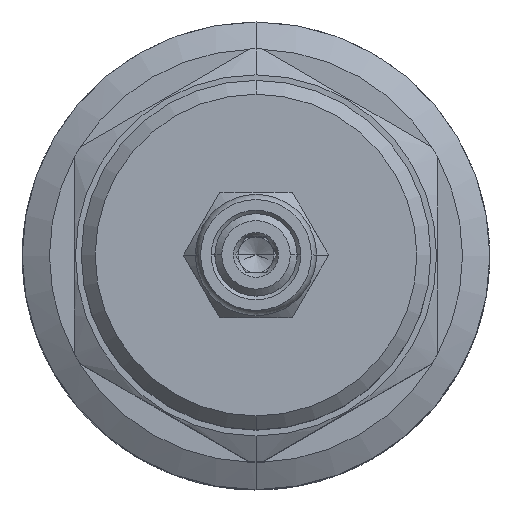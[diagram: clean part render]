
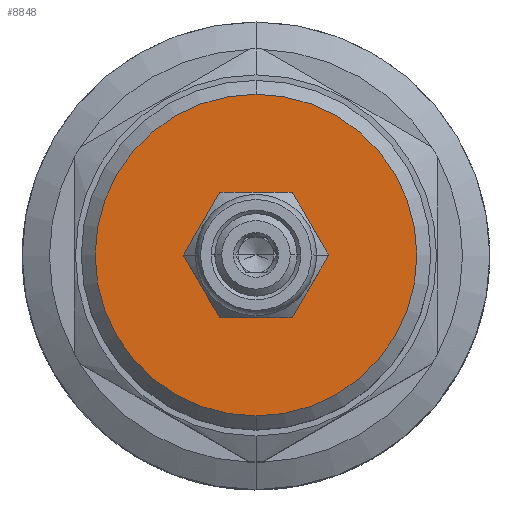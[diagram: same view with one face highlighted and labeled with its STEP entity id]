
A CAD part, top view. The second image highlights one B-rep face of the part: STEP entity #8848.
In plain terms, the highlighted planar face has unit normal (0, 0, 1).
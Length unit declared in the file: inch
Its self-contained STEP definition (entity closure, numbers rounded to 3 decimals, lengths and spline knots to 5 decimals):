
#5050=CARTESIAN_POINT('',(0.,0.,6.527));
#5051=DIRECTION('',(0.,0.,1.));
#5052=DIRECTION('',(-1.,0.,0.));
#5053=AXIS2_PLACEMENT_3D('',#5050,#5051,#5052);
#5055=CARTESIAN_POINT('',(0.,0.,6.527));
#5056=DIRECTION('',(0.,0.,1.));
#5057=DIRECTION('',(1.,0.,0.));
#5058=AXIS2_PLACEMENT_3D('',#5055,#5056,#5057);
#5060=CARTESIAN_POINT('',(0.,0.,6.527));
#5061=DIRECTION('',(0.,0.,1.));
#5062=DIRECTION('',(0.,-1.,0.));
#5063=AXIS2_PLACEMENT_3D('',#5060,#5061,#5062);
#5078=CARTESIAN_POINT('',(0.,0.,6.527));
#5079=DIRECTION('',(0.,0.,1.));
#5080=DIRECTION('',(0.,1.,0.));
#5081=AXIS2_PLACEMENT_3D('',#5078,#5079,#5080);
#8336=CARTESIAN_POINT('',(0.,0.719,6.527));
#8337=CARTESIAN_POINT('',(0.,-0.719,6.527));
#8338=VERTEX_POINT('',#8336);
#8339=VERTEX_POINT('',#8337);
#8676=CARTESIAN_POINT('',(-0.271,0.,6.527));
#8677=CARTESIAN_POINT('',(0.271,0.,6.527));
#8678=VERTEX_POINT('',#8676);
#8679=VERTEX_POINT('',#8677);
#8832=CARTESIAN_POINT('',(0.,0.,6.527));
#8833=DIRECTION('',(0.,0.,1.));
#8834=DIRECTION('',(0.,1.,0.));
#8835=AXIS2_PLACEMENT_3D('',#8832,#8833,#8834);
#8836=PLANE('',#8835);
#8838=ORIENTED_EDGE('',*,*,#8837,.F.);
#8840=ORIENTED_EDGE('',*,*,#8839,.F.);
#8841=EDGE_LOOP('',(#8838,#8840));
#8842=FACE_OUTER_BOUND('',#8841,.F.);
#8844=ORIENTED_EDGE('',*,*,#8843,.T.);
#8845=ORIENTED_EDGE('',*,*,#8821,.T.);
#8846=EDGE_LOOP('',(#8844,#8845));
#8847=FACE_BOUND('',#8846,.F.);
#8848=ADVANCED_FACE('',(#8842,#8847),#8836,.T.);
#5054=CIRCLE('',#5053,0.271);
#5059=CIRCLE('',#5058,0.271);
#5064=CIRCLE('',#5063,0.719);
#5082=CIRCLE('',#5081,0.719);
#8821=EDGE_CURVE('',#8679,#8678,#5059,.T.);
#8837=EDGE_CURVE('',#8339,#8338,#5064,.T.);
#8839=EDGE_CURVE('',#8338,#8339,#5082,.T.);
#8843=EDGE_CURVE('',#8678,#8679,#5054,.T.);
